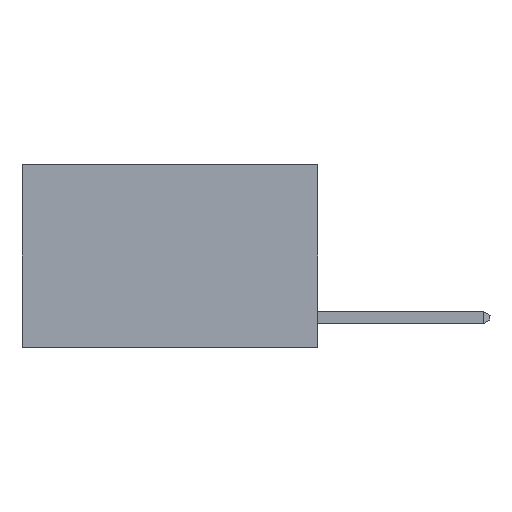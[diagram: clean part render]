
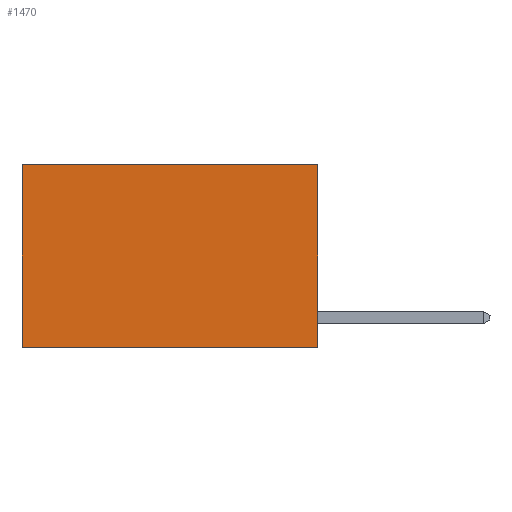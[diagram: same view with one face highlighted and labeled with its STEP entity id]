
A CAD part, left-side view. The second image highlights one B-rep face of the part: STEP entity #1470.
In plain terms, the highlighted planar face has unit normal (-1, 0, 0).
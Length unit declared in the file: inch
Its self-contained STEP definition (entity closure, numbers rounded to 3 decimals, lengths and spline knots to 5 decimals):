
#1470 = ADVANCED_FACE ( 'NONE', ( #14676 ), #20101, .F. ) ;
#2266 = CARTESIAN_POINT ( 'NONE',  ( 0.2625, 0.6, 0. ) ) ;
#7247 = DIRECTION ( 'NONE',  ( 0., 1., 0. ) ) ;
#8590 = DIRECTION ( 'NONE',  ( 0., 1., 0. ) ) ;
#10103 = LINE ( 'NONE', #2266, #27263 ) ;
#14459 = EDGE_CURVE ( 'NONE', #26126, #17024, #10103, .T. ) ;
#14676 = FACE_OUTER_BOUND ( 'NONE', #29080, .T. ) ;
#16938 = ORIENTED_EDGE ( 'NONE', *, *, #22394, .T. ) ;
#16993 = LINE ( 'NONE', #25456, #28190 ) ;
#17024 = VERTEX_POINT ( 'NONE', #19271 ) ;
#17151 = CARTESIAN_POINT ( 'NONE',  ( 0.2625, 0., 0. ) ) ;
#17559 = CARTESIAN_POINT ( 'NONE',  ( 0.2625, 0., 0. ) ) ;
#18468 = DIRECTION ( 'NONE',  ( 0., 0., -1. ) ) ;
#18957 = VERTEX_POINT ( 'NONE', #17151 ) ;
#19271 = CARTESIAN_POINT ( 'NONE',  ( 0.2625, 0.6, -0.37 ) ) ;
#20077 = ORIENTED_EDGE ( 'NONE', *, *, #14459, .T. ) ;
#20101 = PLANE ( 'NONE',  #26993 ) ;
#20959 = VECTOR ( 'NONE', #8590, 39.37008 ) ;
#21666 = LINE ( 'NONE', #17559, #20959 ) ;
#22394 = EDGE_CURVE ( 'NONE', #18957, #26126, #21666, .T. ) ;
#22612 = LINE ( 'NONE', #27525, #27837 ) ;
#23943 = DIRECTION ( 'NONE',  ( 0., 0., -1. ) ) ;
#24236 = CARTESIAN_POINT ( 'NONE',  ( 0.2625, 0., 0. ) ) ;
#24244 = VERTEX_POINT ( 'NONE', #24542 ) ;
#24542 = CARTESIAN_POINT ( 'NONE',  ( 0.2625, 0., -0.37 ) ) ;
#25162 = CARTESIAN_POINT ( 'NONE',  ( 0.2625, 0.6, 0. ) ) ;
#25456 = CARTESIAN_POINT ( 'NONE',  ( 0.2625, 0., 0. ) ) ;
#25476 = EDGE_CURVE ( 'NONE', #24244, #17024, #22612, .T. ) ;
#26048 = ORIENTED_EDGE ( 'NONE', *, *, #25476, .F. ) ;
#26126 = VERTEX_POINT ( 'NONE', #25162 ) ;
#26669 = DIRECTION ( 'NONE',  ( 1., 0., 0. ) ) ;
#26993 = AXIS2_PLACEMENT_3D ( 'NONE', #24236, #26669, #23943 ) ;
#27263 = VECTOR ( 'NONE', #18468, 39.37008 ) ;
#27452 = ORIENTED_EDGE ( 'NONE', *, *, #28692, .F. ) ;
#27525 = CARTESIAN_POINT ( 'NONE',  ( 0.2625, 0., -0.37 ) ) ;
#27702 = DIRECTION ( 'NONE',  ( 0., 0., -1. ) ) ;
#27837 = VECTOR ( 'NONE', #7247, 39.37008 ) ;
#28190 = VECTOR ( 'NONE', #27702, 39.37008 ) ;
#28692 = EDGE_CURVE ( 'NONE', #18957, #24244, #16993, .T. ) ;
#29080 = EDGE_LOOP ( 'NONE', ( #20077, #26048, #27452, #16938 ) ) ;
